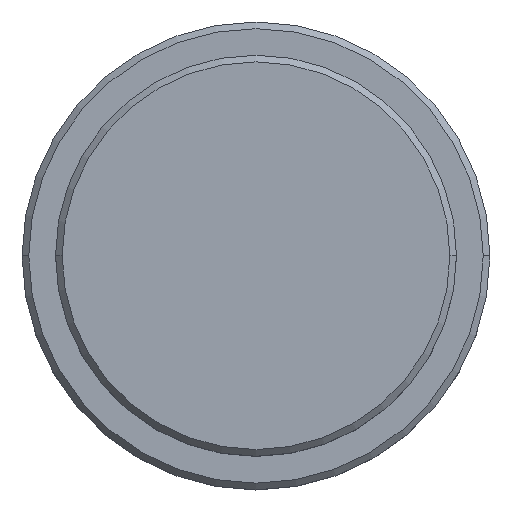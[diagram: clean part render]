
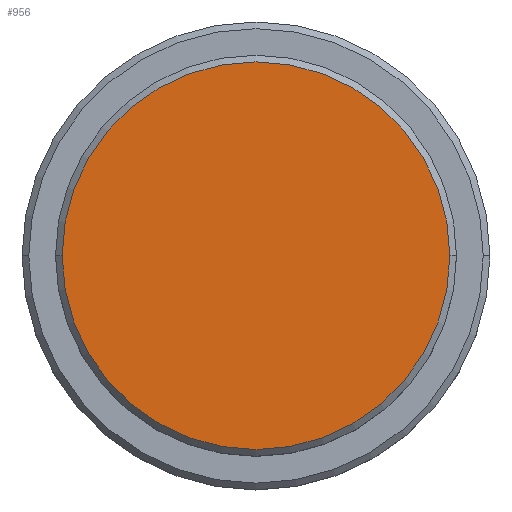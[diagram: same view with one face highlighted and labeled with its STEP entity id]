
A CAD part, top view. The second image highlights one B-rep face of the part: STEP entity #956.
In plain terms, the highlighted planar face has unit normal (0, 0, 1).
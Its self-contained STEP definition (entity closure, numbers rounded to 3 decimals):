
#90 = EDGE_LOOP ( 'NONE', ( #662, #815 ) ) ;
#238 = EDGE_CURVE ( 'NONE', #1071, #460, #334, .T. ) ;
#289 = DIRECTION ( 'NONE',  ( 1., 0., 0. ) ) ;
#315 = CARTESIAN_POINT ( 'NONE',  ( 0., 0., 0. ) ) ;
#334 = CIRCLE ( 'NONE', #858, 14.5 ) ;
#460 = VERTEX_POINT ( 'NONE', #910 ) ;
#563 = AXIS2_PLACEMENT_3D ( 'NONE', #869, #1109, #665 ) ;
#570 = DIRECTION ( 'NONE',  ( 0., 0., 1. ) ) ;
#618 = CARTESIAN_POINT ( 'NONE',  ( -14.5, 0., 0. ) ) ;
#662 = ORIENTED_EDGE ( 'NONE', *, *, #238, .T. ) ;
#665 = DIRECTION ( 'NONE',  ( 1., 0., 0. ) ) ;
#718 = DIRECTION ( 'NONE',  ( 0., 0., 1. ) ) ;
#808 = DIRECTION ( 'NONE',  ( 1., 0., 0. ) ) ;
#815 = ORIENTED_EDGE ( 'NONE', *, *, #1061, .T. ) ;
#858 = AXIS2_PLACEMENT_3D ( 'NONE', #895, #570, #808 ) ;
#869 = CARTESIAN_POINT ( 'NONE',  ( 0., 0., 0. ) ) ;
#895 = CARTESIAN_POINT ( 'NONE',  ( 0., 0., 0. ) ) ;
#910 = CARTESIAN_POINT ( 'NONE',  ( 14.5, 0., 0. ) ) ;
#956 = ADVANCED_FACE ( 'NONE', ( #1343 ), #1352, .T. ) ;
#1061 = EDGE_CURVE ( 'NONE', #460, #1071, #1371, .T. ) ;
#1071 = VERTEX_POINT ( 'NONE', #618 ) ;
#1109 = DIRECTION ( 'NONE',  ( 0., 0., 1. ) ) ;
#1343 = FACE_OUTER_BOUND ( 'NONE', #90, .T. ) ;
#1349 = AXIS2_PLACEMENT_3D ( 'NONE', #315, #718, #289 ) ;
#1352 = PLANE ( 'NONE',  #563 ) ;
#1371 = CIRCLE ( 'NONE', #1349, 14.5 ) ;
